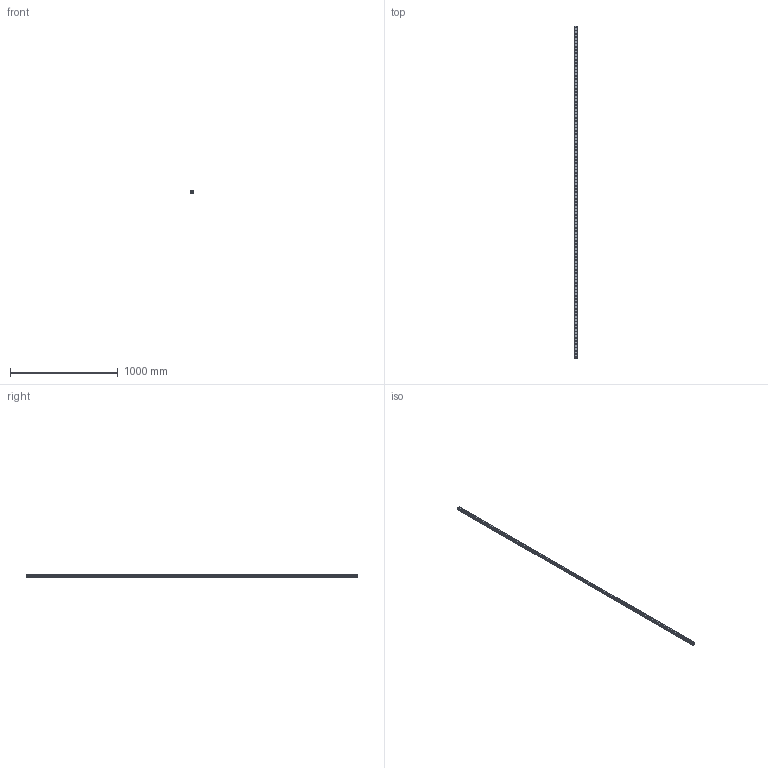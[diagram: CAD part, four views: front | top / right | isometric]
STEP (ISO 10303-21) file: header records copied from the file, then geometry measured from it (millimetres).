
FILE_DESCRIPTION(('STEP AP214'),'1');
FILE_NAME('cctmp_ACB20B97-5D99-4EC6-B02F-4DF91F75E964_2021_03_10_12_13_33_0097..stp','2021-03-10T11:13:33',('HIWIN GmbH'),('CADClick - www.CADClick.com'),'Spatial InterOp 3D',' ','unknown authorization');
FILE_SCHEMA(('AUTOMOTIVE_DESIGN'));
Length unit declared in the file: millimetre
Products named in the file (1): RGR25R3080H_FILE
Bounding box: 23 x 3080 x 23.6 mm (x, y, z)
Volume: 1234692 mm3; surface area: 382416 mm2
Topology: 1 solids, 1 shells, 1044 faces, 2187 edges, 1458 vertices
Faces by surface type: cylinder 636, plane 408
Entity records: 36859 total; most frequent: DIRECTION 5549, CARTESIAN_POINT 4690, ORIENTED_EDGE 4374, AXIS2_PLACEMENT_3D 2317, EDGE_CURVE 2187, VERTEX_POINT 1458, EDGE_LOOP 1357, CIRCLE 1272
